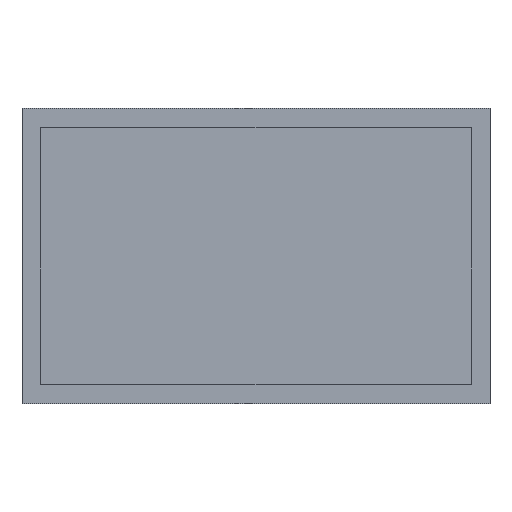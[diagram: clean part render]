
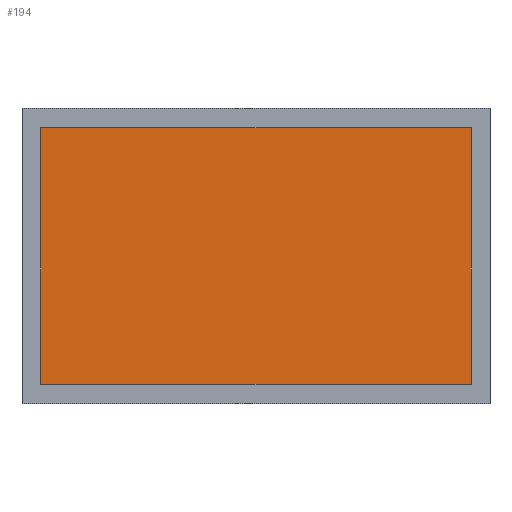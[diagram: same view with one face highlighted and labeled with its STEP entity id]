
A CAD part, top view. The second image highlights one B-rep face of the part: STEP entity #194.
In plain terms, the highlighted planar face has unit normal (0, 0, 1).
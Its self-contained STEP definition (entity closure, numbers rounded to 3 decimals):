
#24=FACE_OUTER_BOUND('',#35,.T.);
#35=EDGE_LOOP('',(#135,#136,#137,#138));
#47=LINE('',#292,#71);
#48=LINE('',#294,#72);
#49=LINE('',#296,#73);
#50=LINE('',#297,#74);
#71=VECTOR('',#239,10.);
#72=VECTOR('',#240,10.);
#73=VECTOR('',#241,10.);
#74=VECTOR('',#242,10.);
#95=VERTEX_POINT('',#290);
#96=VERTEX_POINT('',#291);
#97=VERTEX_POINT('',#293);
#98=VERTEX_POINT('',#295);
#111=EDGE_CURVE('',#95,#96,#47,.T.);
#112=EDGE_CURVE('',#96,#97,#48,.T.);
#113=EDGE_CURVE('',#97,#98,#49,.T.);
#114=EDGE_CURVE('',#98,#95,#50,.T.);
#135=ORIENTED_EDGE('',*,*,#111,.T.);
#136=ORIENTED_EDGE('',*,*,#112,.T.);
#137=ORIENTED_EDGE('',*,*,#113,.T.);
#138=ORIENTED_EDGE('',*,*,#114,.T.);
#183=PLANE('',#220);
#194=ADVANCED_FACE('',(#24),#183,.F.);
#220=AXIS2_PLACEMENT_3D('',#289,#237,#238);
#237=DIRECTION('center_axis',(0.,0.,-1.));
#238=DIRECTION('ref_axis',(1.,0.,0.));
#239=DIRECTION('',(-1.,0.,0.));
#240=DIRECTION('',(0.,-1.,0.));
#241=DIRECTION('',(1.,0.,0.));
#242=DIRECTION('',(0.,1.,0.));
#289=CARTESIAN_POINT('Origin',(110.993,-110.846,-2.49));
#290=CARTESIAN_POINT('',(150.617,-87.224,-2.49));
#291=CARTESIAN_POINT('',(71.369,-87.224,-2.49));
#292=CARTESIAN_POINT('',(150.617,-87.224,-2.49));
#293=CARTESIAN_POINT('',(71.369,-134.468,-2.49));
#294=CARTESIAN_POINT('',(71.369,-87.224,-2.49));
#295=CARTESIAN_POINT('',(150.617,-134.468,-2.49));
#296=CARTESIAN_POINT('',(71.369,-134.468,-2.49));
#297=CARTESIAN_POINT('',(150.617,-134.468,-2.49));
